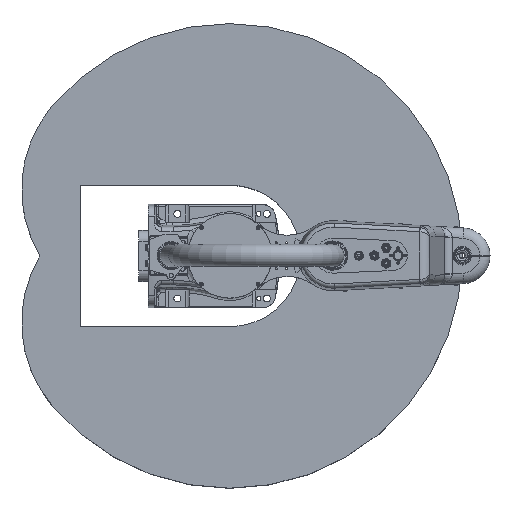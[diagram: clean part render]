
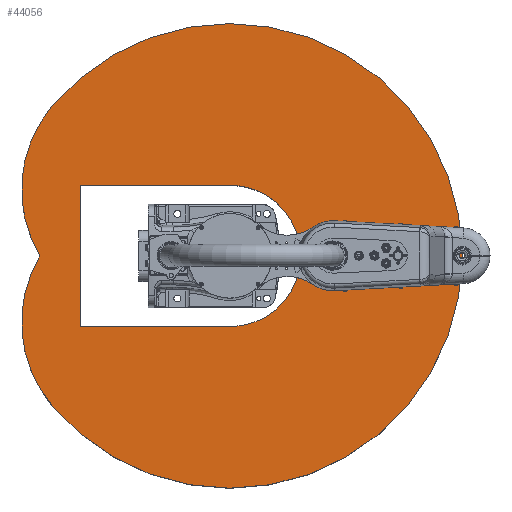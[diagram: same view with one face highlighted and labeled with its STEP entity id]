
A CAD part, top view. The second image highlights one B-rep face of the part: STEP entity #44056.
In plain terms, the highlighted planar face has unit normal (0, 0, 1).
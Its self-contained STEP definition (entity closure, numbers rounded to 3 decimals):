
#893=FACE_BOUND('',#15580,.T.);
#2029=PLANE('',#48301);
#5014=LINE('',#101468,#8008);
#5018=LINE('',#101480,#8012);
#5021=LINE('',#101484,#8015);
#8008=VECTOR('',#59032,10.);
#8012=VECTOR('',#59044,10.);
#8015=VECTOR('',#59049,10.);
#10401=CIRCLE('',#48289,137.);
#10403=CIRCLE('',#48294,250.);
#10405=CIRCLE('',#48297,250.);
#10407=CIRCLE('',#48300,450.);
#12828=FACE_OUTER_BOUND('',#15579,.T.);
#15579=EDGE_LOOP('',(#39141,#39142,#39143));
#15580=EDGE_LOOP('',(#39144,#39145,#39146,#39147));
#20687=VERTEX_POINT('',#101465);
#20688=VERTEX_POINT('',#101467);
#20690=VERTEX_POINT('',#101473);
#20692=VERTEX_POINT('',#101479);
#20695=VERTEX_POINT('',#101489);
#20696=VERTEX_POINT('',#101491);
#20698=VERTEX_POINT('',#101497);
#26832=EDGE_CURVE('',#20688,#20687,#5014,.T.);
#26835=EDGE_CURVE('',#20690,#20688,#10401,.T.);
#26838=EDGE_CURVE('',#20692,#20690,#5018,.T.);
#26841=EDGE_CURVE('',#20687,#20692,#5021,.T.);
#26844=EDGE_CURVE('',#20696,#20695,#10403,.T.);
#26847=EDGE_CURVE('',#20698,#20696,#10405,.T.);
#26850=EDGE_CURVE('',#20695,#20698,#10407,.T.);
#39141=ORIENTED_EDGE('',*,*,#26850,.T.);
#39142=ORIENTED_EDGE('',*,*,#26847,.T.);
#39143=ORIENTED_EDGE('',*,*,#26844,.T.);
#39144=ORIENTED_EDGE('',*,*,#26841,.T.);
#39145=ORIENTED_EDGE('',*,*,#26838,.T.);
#39146=ORIENTED_EDGE('',*,*,#26835,.T.);
#39147=ORIENTED_EDGE('',*,*,#26832,.T.);
#44056=ADVANCED_FACE('',(#12828,#893),#2029,.T.);
#48289=AXIS2_PLACEMENT_3D('',#101474,#59038,#59039);
#48294=AXIS2_PLACEMENT_3D('',#101492,#59055,#59056);
#48297=AXIS2_PLACEMENT_3D('',#101498,#59062,#59063);
#48300=AXIS2_PLACEMENT_3D('',#101502,#59069,#59070);
#48301=AXIS2_PLACEMENT_3D('',#101503,#59071,#59072);
#59032=DIRECTION('',(0.,-1.,0.));
#59038=DIRECTION('center_axis',(0.,0.,-1.));
#59039=DIRECTION('ref_axis',(-1.,0.,0.));
#59044=DIRECTION('',(0.,1.,0.));
#59049=DIRECTION('',(-1.,0.,0.));
#59055=DIRECTION('center_axis',(0.,0.,1.));
#59056=DIRECTION('ref_axis',(1.,0.,0.));
#59062=DIRECTION('center_axis',(0.,0.,1.));
#59063=DIRECTION('ref_axis',(1.,0.,0.));
#59069=DIRECTION('center_axis',(0.,0.,1.));
#59070=DIRECTION('ref_axis',(1.,0.,0.));
#59071=DIRECTION('center_axis',(0.,0.,1.));
#59072=DIRECTION('ref_axis',(1.,0.,0.));
#101465=CARTESIAN_POINT('',(137.,-290.,200.));
#101467=CARTESIAN_POINT('',(137.,0.,200.));
#101468=CARTESIAN_POINT('',(137.,0.,200.));
#101473=CARTESIAN_POINT('',(-137.,0.,200.));
#101474=CARTESIAN_POINT('Origin',(0.,0.,200.));
#101479=CARTESIAN_POINT('',(-137.,-290.,200.));
#101480=CARTESIAN_POINT('',(-137.,-290.,200.));
#101484=CARTESIAN_POINT('',(137.,-290.,200.));
#101489=CARTESIAN_POINT('',(288.746,-345.146,200.));
#101491=CARTESIAN_POINT('',(0.,-367.622,200.));
#101492=CARTESIAN_POINT('Origin',(128.558,-153.209,200.));
#101497=CARTESIAN_POINT('',(-288.746,-345.146,200.));
#101498=CARTESIAN_POINT('Origin',(-128.558,-153.209,200.));
#101502=CARTESIAN_POINT('Origin',(0.,0.,200.));
#101503=CARTESIAN_POINT('Origin',(0.,23.396,200.));
